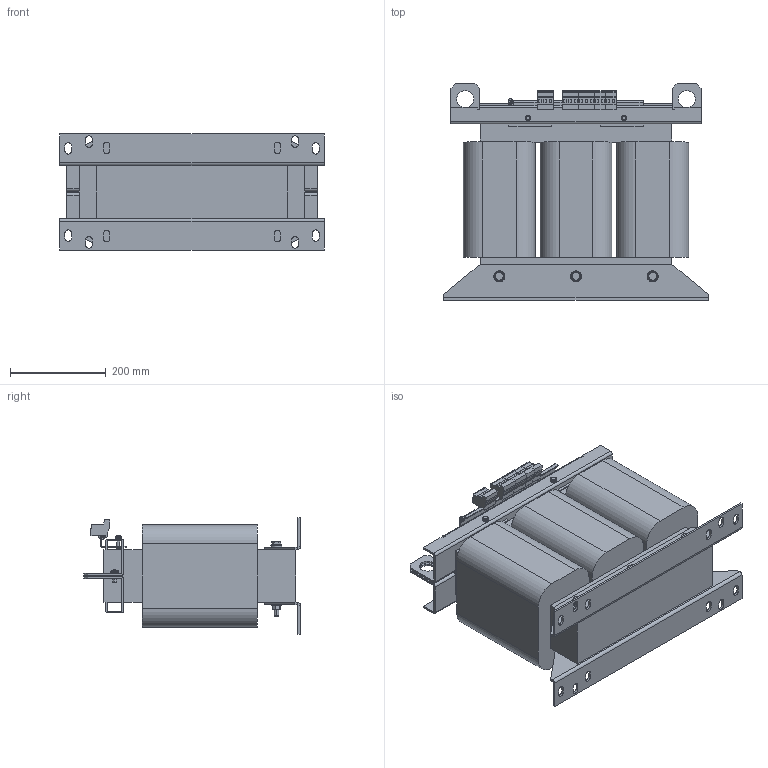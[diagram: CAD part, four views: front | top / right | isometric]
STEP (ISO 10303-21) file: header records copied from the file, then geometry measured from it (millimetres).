
FILE_DESCRIPTION (( 'STEP AP214' ), '1' );
FILE_NAME ('203570.STEP', '2020-05-28T18:39:23', ( '' ), ( '' ), 'SwSTEP 2.0', 'SolidWorks 2018', '' );
FILE_SCHEMA (( 'AUTOMOTIVE_DESIGN' ));
Length unit declared in the file: millimetre
Products named in the file (1): 203570
Bounding box: 552 x 452 x 242 mm (x, y, z)
Volume: 30549717.2 mm3; surface area: 1308694.8 mm2
Topology: 1 solids, 1 shells, 843 faces, 2037 edges, 1254 vertices
Faces by surface type: plane 539, cylinder 206, cone 64, torus 26, sphere 8
Entity records: 24794 total; most frequent: CARTESIAN_POINT 4837, DIRECTION 4150, ORIENTED_EDGE 4070, EDGE_CURVE 2035, AXIS2_PLACEMENT_3D 1395, LINE 1360, VECTOR 1360, VERTEX_POINT 1254
